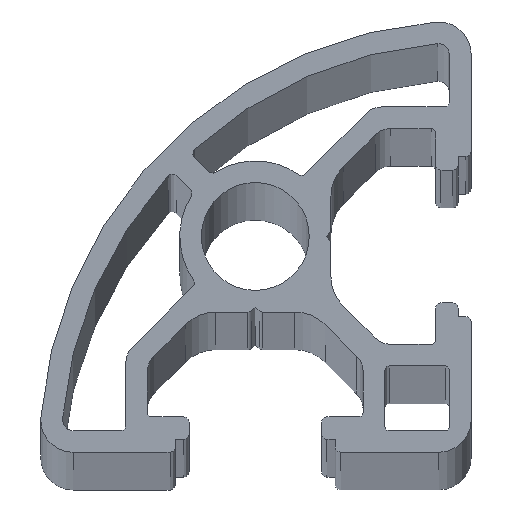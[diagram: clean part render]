
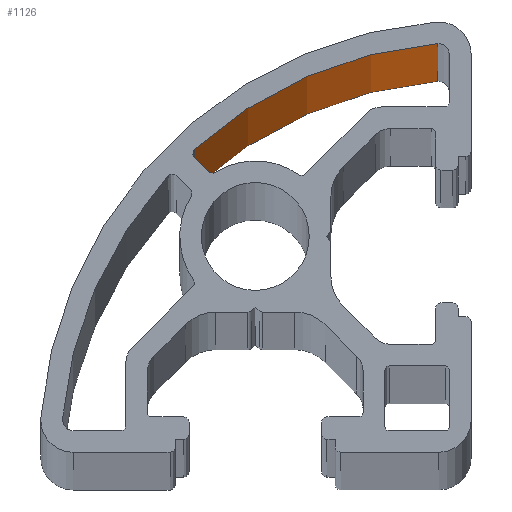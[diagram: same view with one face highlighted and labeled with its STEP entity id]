
A CAD part, top view. The second image highlights one B-rep face of the part: STEP entity #1126.
In plain terms, the highlighted cylindrical face has radius 19 mm (diameter 38 mm), a partial arc.
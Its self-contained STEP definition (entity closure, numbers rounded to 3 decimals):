
#2 = VERTEX_POINT ( 'NONE', #834 ) ;
#46 = VERTEX_POINT ( 'NONE', #1664 ) ;
#98 = VECTOR ( 'NONE', #387, 1000. ) ;
#162 = FACE_OUTER_BOUND ( 'NONE', #3154, .T. ) ;
#237 = DIRECTION ( 'NONE',  ( 0., 0., 1. ) ) ;
#312 = ORIENTED_EDGE ( 'NONE', *, *, #2356, .T. ) ;
#387 = DIRECTION ( 'NONE',  ( 0., 0., 1. ) ) ;
#650 = EDGE_CURVE ( 'NONE', #1846, #2, #674, .T. ) ;
#674 = CIRCLE ( 'NONE', #1423, 19. ) ;
#731 = DIRECTION ( 'NONE',  ( 1., 0., 0. ) ) ;
#746 = CARTESIAN_POINT ( 'NONE',  ( -2.812, 4.03, -1016.608 ) ) ;
#787 = VECTOR ( 'NONE', #1835, 1000. ) ;
#834 = CARTESIAN_POINT ( 'NONE',  ( 8.459, 8.937, -1000. ) ) ;
#994 = CIRCLE ( 'NONE', #2218, 19. ) ;
#1126 = ADVANCED_FACE ( 'NONE', ( #162 ), #2725, .F. ) ;
#1142 = VERTEX_POINT ( 'NONE', #1354 ) ;
#1198 = CARTESIAN_POINT ( 'NONE',  ( 10., -10., -1000. ) ) ;
#1244 = ORIENTED_EDGE ( 'NONE', *, *, #3391, .T. ) ;
#1322 = CARTESIAN_POINT ( 'NONE',  ( 10., -10., 0. ) ) ;
#1354 = CARTESIAN_POINT ( 'NONE',  ( 8.459, 8.937, 0. ) ) ;
#1423 = AXIS2_PLACEMENT_3D ( 'NONE', #1198, #3133, #2571 ) ;
#1557 = ORIENTED_EDGE ( 'NONE', *, *, #650, .T. ) ;
#1564 = AXIS2_PLACEMENT_3D ( 'NONE', #2401, #2683, #731 ) ;
#1640 = ORIENTED_EDGE ( 'NONE', *, *, #3141, .T. ) ;
#1643 = LINE ( 'NONE', #746, #787 ) ;
#1664 = CARTESIAN_POINT ( 'NONE',  ( -2.812, 4.03, 0. ) ) ;
#1748 = CARTESIAN_POINT ( 'NONE',  ( 8.459, 8.937, -1016.608 ) ) ;
#1835 = DIRECTION ( 'NONE',  ( 0., 0., -1. ) ) ;
#1846 = VERTEX_POINT ( 'NONE', #2609 ) ;
#2218 = AXIS2_PLACEMENT_3D ( 'NONE', #1322, #237, #2393 ) ;
#2356 = EDGE_CURVE ( 'NONE', #46, #1846, #1643, .T. ) ;
#2393 = DIRECTION ( 'NONE',  ( 1., 0., 0. ) ) ;
#2401 = CARTESIAN_POINT ( 'NONE',  ( 10., -10., -1016.608 ) ) ;
#2571 = DIRECTION ( 'NONE',  ( 1., 0., 0. ) ) ;
#2609 = CARTESIAN_POINT ( 'NONE',  ( -2.812, 4.03, -1000. ) ) ;
#2683 = DIRECTION ( 'NONE',  ( 0., 0., 1. ) ) ;
#2725 = CYLINDRICAL_SURFACE ( 'NONE', #1564, 19. ) ;
#3133 = DIRECTION ( 'NONE',  ( 0., 0., -1. ) ) ;
#3141 = EDGE_CURVE ( 'NONE', #2, #1142, #3482, .T. ) ;
#3154 = EDGE_LOOP ( 'NONE', ( #1557, #1640, #1244, #312 ) ) ;
#3391 = EDGE_CURVE ( 'NONE', #1142, #46, #994, .T. ) ;
#3482 = LINE ( 'NONE', #1748, #98 ) ;
